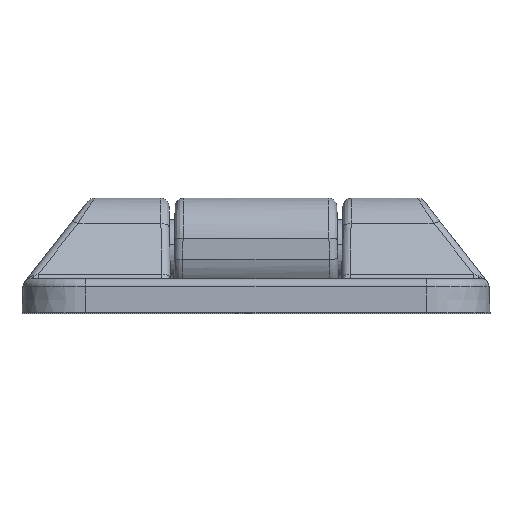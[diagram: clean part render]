
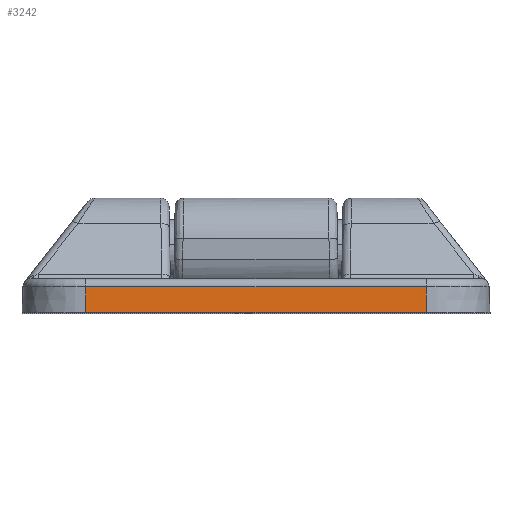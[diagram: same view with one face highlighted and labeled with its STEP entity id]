
A CAD part, top view. The second image highlights one B-rep face of the part: STEP entity #3242.
In plain terms, the highlighted planar face has unit normal (0, 0.035, 0.999).
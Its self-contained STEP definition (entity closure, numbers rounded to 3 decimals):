
#1 = AXIS2_PLACEMENT_3D ( 'NONE', #1630, #1631, #1632 ) ;
#113 = VECTOR ( 'NONE', #2038, 1000. ) ;
#421 = LINE ( 'NONE', #422, #1479 ) ;
#422 = CARTESIAN_POINT ( 'NONE',  ( 55., -8.93, 41.788 ) ) ;
#423 = DIRECTION ( 'NONE',  ( -1., 0., 0. ) ) ;
#424 = LINE ( 'NONE', #425, #1480 ) ;
#425 = CARTESIAN_POINT ( 'NONE',  ( 40., -15., 42. ) ) ;
#426 = DIRECTION ( 'NONE',  ( 0., 0.999, -0.035 ) ) ;
#427 = LINE ( 'NONE', #428, #1481 ) ;
#428 = CARTESIAN_POINT ( 'NONE',  ( -40., -15., 42. ) ) ;
#429 = DIRECTION ( 'NONE',  ( 0., -0.999, 0.035 ) ) ;
#905 = EDGE_LOOP ( 'NONE', ( #4974, #4976, #4975, #4977 ) ) ;
#1394 = EDGE_CURVE ( 'NONE', #6047, #6048, #421, .T. ) ;
#1395 = EDGE_CURVE ( 'NONE', #6015, #6047, #424, .T. ) ;
#1396 = EDGE_CURVE ( 'NONE', #6048, #6016, #427, .T. ) ;
#1479 = VECTOR ( 'NONE', #423, 1000. ) ;
#1480 = VECTOR ( 'NONE', #426, 1000. ) ;
#1481 = VECTOR ( 'NONE', #429, 1000. ) ;
#1629 = PLANE ( 'NONE',  #1 ) ;
#1630 = CARTESIAN_POINT ( 'NONE',  ( 55., -15., 42. ) ) ;
#1631 = DIRECTION ( 'NONE',  ( 0., 0.035, 0.999 ) ) ;
#1632 = DIRECTION ( 'NONE',  ( 0., -0.999, 0.035 ) ) ;
#2036 = LINE ( 'NONE', #2037, #113 ) ;
#2037 = CARTESIAN_POINT ( 'NONE',  ( 55., -15., 42. ) ) ;
#2038 = DIRECTION ( 'NONE',  ( -1., 0., 0. ) ) ;
#3242 = ADVANCED_FACE ( 'NONE', ( #5842 ), #1629, .T. ) ;
#3506 = CARTESIAN_POINT ( 'NONE',  ( 40., -15., 42. ) ) ;
#3507 = CARTESIAN_POINT ( 'NONE',  ( -40., -15., 42. ) ) ;
#3538 = CARTESIAN_POINT ( 'NONE',  ( 40., -8.93, 41.788 ) ) ;
#3539 = CARTESIAN_POINT ( 'NONE',  ( -40., -8.93, 41.788 ) ) ;
#4346 = EDGE_CURVE ( 'NONE', #6015, #6016, #2036, .T. ) ;
#4974 = ORIENTED_EDGE ( 'NONE', *, *, #1395, .T. ) ;
#4975 = ORIENTED_EDGE ( 'NONE', *, *, #1396, .T. ) ;
#4976 = ORIENTED_EDGE ( 'NONE', *, *, #1394, .T. ) ;
#4977 = ORIENTED_EDGE ( 'NONE', *, *, #4346, .F. ) ;
#5842 = FACE_OUTER_BOUND ( 'NONE', #905, .T. ) ;
#6015 = VERTEX_POINT ( 'NONE', #3506 ) ;
#6016 = VERTEX_POINT ( 'NONE', #3507 ) ;
#6047 = VERTEX_POINT ( 'NONE', #3538 ) ;
#6048 = VERTEX_POINT ( 'NONE', #3539 ) ;
